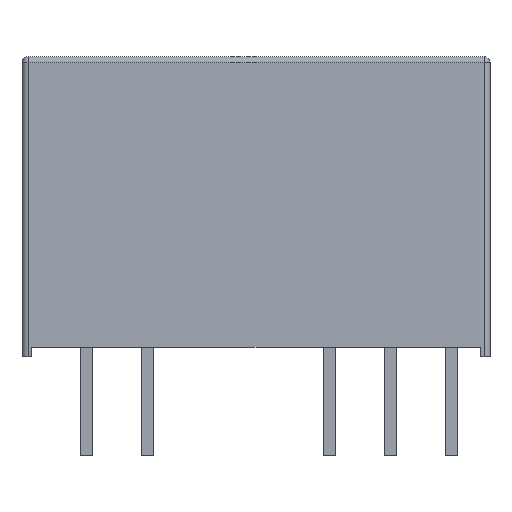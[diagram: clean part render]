
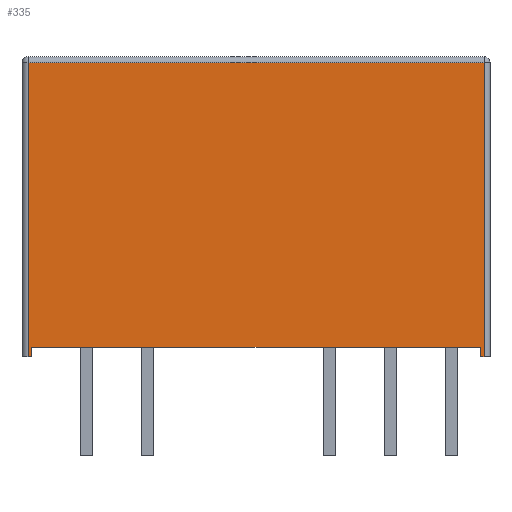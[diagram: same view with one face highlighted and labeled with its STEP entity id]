
A CAD part, left-side view. The second image highlights one B-rep face of the part: STEP entity #335.
In plain terms, the highlighted planar face has unit normal (-1, 0, 0).
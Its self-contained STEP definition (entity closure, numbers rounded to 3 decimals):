
#157 = EDGE_CURVE('',#158,#160,#162,.T.);
#158 = VERTEX_POINT('',#159);
#159 = CARTESIAN_POINT('',(-2.13,-16.43,0.41));
#160 = VERTEX_POINT('',#161);
#161 = CARTESIAN_POINT('',(-2.13,2.27,0.41));
#162 = LINE('',#163,#164);
#163 = CARTESIAN_POINT('',(-2.13,-16.43,0.41));
#164 = VECTOR('',#165,1.);
#165 = DIRECTION('',(0.,1.,0.));
#335 = ADVANCED_FACE('',(#336),#393,.T.);
#336 = FACE_BOUND('',#337,.T.);
#337 = EDGE_LOOP('',(#338,#348,#356,#362,#363,#371,#379,#387));
#338 = ORIENTED_EDGE('',*,*,#339,.F.);
#339 = EDGE_CURVE('',#340,#342,#344,.T.);
#340 = VERTEX_POINT('',#341);
#341 = CARTESIAN_POINT('',(-2.13,2.42,0.01));
#342 = VERTEX_POINT('',#343);
#343 = CARTESIAN_POINT('',(-2.13,2.42,12.26));
#344 = LINE('',#345,#346);
#345 = CARTESIAN_POINT('',(-2.13,2.42,0.01));
#346 = VECTOR('',#347,1.);
#347 = DIRECTION('',(0.,0.,1.));
#348 = ORIENTED_EDGE('',*,*,#349,.F.);
#349 = EDGE_CURVE('',#350,#340,#352,.T.);
#350 = VERTEX_POINT('',#351);
#351 = CARTESIAN_POINT('',(-2.13,2.27,0.01));
#352 = LINE('',#353,#354);
#353 = CARTESIAN_POINT('',(-2.13,-16.83,0.01));
#354 = VECTOR('',#355,1.);
#355 = DIRECTION('',(0.,1.,0.));
#356 = ORIENTED_EDGE('',*,*,#357,.T.);
#357 = EDGE_CURVE('',#350,#160,#358,.T.);
#358 = LINE('',#359,#360);
#359 = CARTESIAN_POINT('',(-2.13,2.27,0.01));
#360 = VECTOR('',#361,1.);
#361 = DIRECTION('',(0.,0.,1.));
#362 = ORIENTED_EDGE('',*,*,#157,.F.);
#363 = ORIENTED_EDGE('',*,*,#364,.F.);
#364 = EDGE_CURVE('',#365,#158,#367,.T.);
#365 = VERTEX_POINT('',#366);
#366 = CARTESIAN_POINT('',(-2.13,-16.43,0.01));
#367 = LINE('',#368,#369);
#368 = CARTESIAN_POINT('',(-2.13,-16.43,0.01));
#369 = VECTOR('',#370,1.);
#370 = DIRECTION('',(0.,0.,1.));
#371 = ORIENTED_EDGE('',*,*,#372,.F.);
#372 = EDGE_CURVE('',#373,#365,#375,.T.);
#373 = VERTEX_POINT('',#374);
#374 = CARTESIAN_POINT('',(-2.13,-16.58,0.01));
#375 = LINE('',#376,#377);
#376 = CARTESIAN_POINT('',(-2.13,-16.83,0.01));
#377 = VECTOR('',#378,1.);
#378 = DIRECTION('',(0.,1.,0.));
#379 = ORIENTED_EDGE('',*,*,#380,.T.);
#380 = EDGE_CURVE('',#373,#381,#383,.T.);
#381 = VERTEX_POINT('',#382);
#382 = CARTESIAN_POINT('',(-2.13,-16.58,12.26));
#383 = LINE('',#384,#385);
#384 = CARTESIAN_POINT('',(-2.13,-16.58,0.01));
#385 = VECTOR('',#386,1.);
#386 = DIRECTION('',(0.,0.,1.));
#387 = ORIENTED_EDGE('',*,*,#388,.T.);
#388 = EDGE_CURVE('',#381,#342,#389,.T.);
#389 = LINE('',#390,#391);
#390 = CARTESIAN_POINT('',(-2.13,-16.58,12.26));
#391 = VECTOR('',#392,1.);
#392 = DIRECTION('',(0.,1.,0.));
#393 = PLANE('',#394);
#394 = AXIS2_PLACEMENT_3D('',#395,#396,#397);
#395 = CARTESIAN_POINT('',(-2.13,-16.83,0.01));
#396 = DIRECTION('',(-1.,0.,0.));
#397 = DIRECTION('',(0.,1.,0.));
